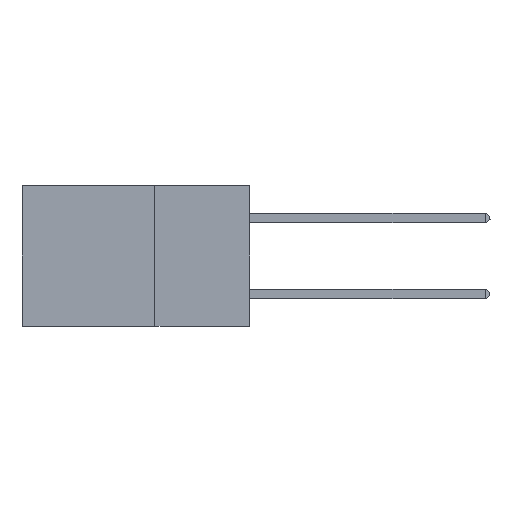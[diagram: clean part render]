
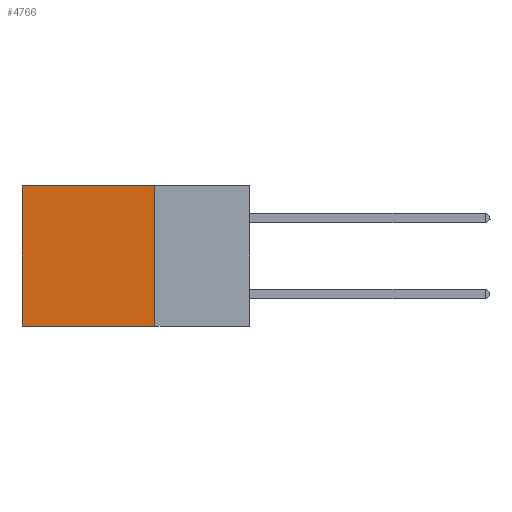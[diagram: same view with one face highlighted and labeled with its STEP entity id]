
A CAD part, left-side view. The second image highlights one B-rep face of the part: STEP entity #4766.
In plain terms, the highlighted planar face has unit normal (-1, 0, 0).
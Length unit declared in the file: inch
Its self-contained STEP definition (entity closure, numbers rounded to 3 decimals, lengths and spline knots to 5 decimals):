
#179 = CARTESIAN_POINT ( 'NONE',  ( 0.2875, 0.25, 0. ) ) ;
#304 = LINE ( 'NONE', #15503, #14894 ) ;
#1016 = CARTESIAN_POINT ( 'NONE',  ( 0.2875, 0.25, 0. ) ) ;
#2041 = VECTOR ( 'NONE', #3758, 39.37008 ) ;
#2439 = EDGE_CURVE ( 'NONE', #11945, #11033, #19334, .T. ) ;
#2635 = LINE ( 'NONE', #5768, #2041 ) ;
#3758 = DIRECTION ( 'NONE',  ( 0., 0., -1. ) ) ;
#4766 = ADVANCED_FACE ( 'NONE', ( #7397 ), #14909, .F. ) ;
#4958 = EDGE_CURVE ( 'NONE', #24490, #11945, #24477, .T. ) ;
#4965 = VECTOR ( 'NONE', #13577, 39.37008 ) ;
#5768 = CARTESIAN_POINT ( 'NONE',  ( 0.2875, 0.6, 0. ) ) ;
#6181 = CARTESIAN_POINT ( 'NONE',  ( 0.2875, 0.6, 0. ) ) ;
#6200 = CARTESIAN_POINT ( 'NONE',  ( 0.2875, 0.25, -0.37 ) ) ;
#7102 = CARTESIAN_POINT ( 'NONE',  ( 0.2875, 0.25, -0.37 ) ) ;
#7216 = ORIENTED_EDGE ( 'NONE', *, *, #4958, .F. ) ;
#7397 = FACE_OUTER_BOUND ( 'NONE', #22095, .T. ) ;
#8576 = EDGE_CURVE ( 'NONE', #24490, #17666, #304, .T. ) ;
#11033 = VERTEX_POINT ( 'NONE', #15848 ) ;
#11674 = ORIENTED_EDGE ( 'NONE', *, *, #8576, .T. ) ;
#11761 = ORIENTED_EDGE ( 'NONE', *, *, #2439, .F. ) ;
#11945 = VERTEX_POINT ( 'NONE', #7102 ) ;
#13081 = VECTOR ( 'NONE', #16000, 39.37008 ) ;
#13577 = DIRECTION ( 'NONE',  ( 0., 0., -1. ) ) ;
#13931 = AXIS2_PLACEMENT_3D ( 'NONE', #14988, #20671, #22313 ) ;
#14894 = VECTOR ( 'NONE', #19387, 39.37008 ) ;
#14909 = PLANE ( 'NONE',  #13931 ) ;
#14988 = CARTESIAN_POINT ( 'NONE',  ( 0.2875, 0.25, 0. ) ) ;
#15503 = CARTESIAN_POINT ( 'NONE',  ( 0.2875, 0.25, 0. ) ) ;
#15848 = CARTESIAN_POINT ( 'NONE',  ( 0.2875, 0.6, -0.37 ) ) ;
#16000 = DIRECTION ( 'NONE',  ( 0., 1., 0. ) ) ;
#17666 = VERTEX_POINT ( 'NONE', #6181 ) ;
#17841 = ORIENTED_EDGE ( 'NONE', *, *, #18950, .T. ) ;
#18950 = EDGE_CURVE ( 'NONE', #17666, #11033, #2635, .T. ) ;
#19334 = LINE ( 'NONE', #6200, #13081 ) ;
#19387 = DIRECTION ( 'NONE',  ( 0., 1., 0. ) ) ;
#20671 = DIRECTION ( 'NONE',  ( 1., 0., 0. ) ) ;
#22095 = EDGE_LOOP ( 'NONE', ( #17841, #11761, #7216, #11674 ) ) ;
#22313 = DIRECTION ( 'NONE',  ( 0., 0., -1. ) ) ;
#24477 = LINE ( 'NONE', #179, #4965 ) ;
#24490 = VERTEX_POINT ( 'NONE', #1016 ) ;
